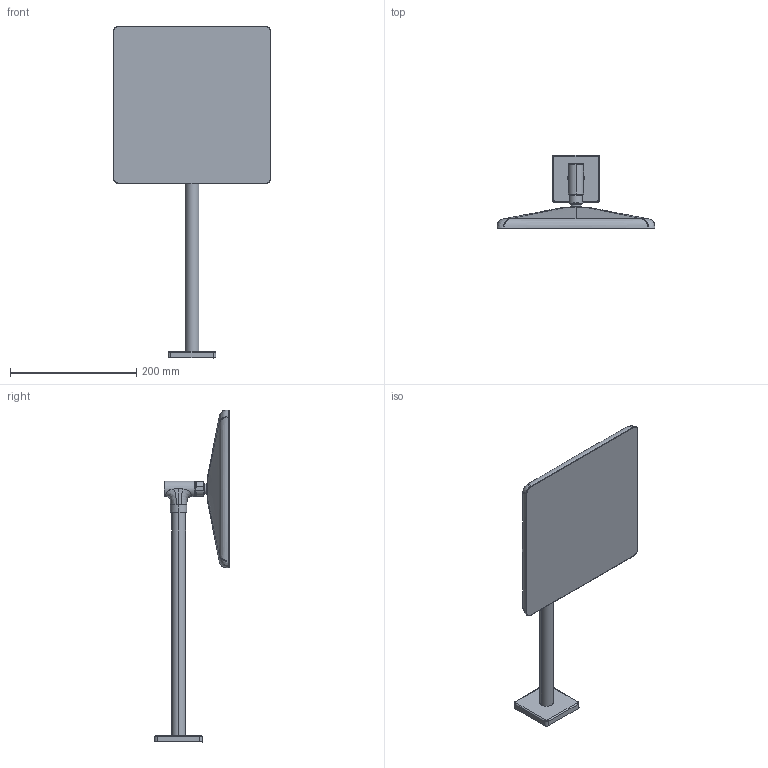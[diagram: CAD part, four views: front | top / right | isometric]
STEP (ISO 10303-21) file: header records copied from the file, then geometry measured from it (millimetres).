
FILE_DESCRIPTION (( 'STEP AP203' ), '1' );
FILE_NAME ('47260340(2024).STEP', '2024-01-12T08:03:15', ( '' ), ( '' ), 'SwSTEP 2.0', 'SolidWorks 2016', '' );
FILE_SCHEMA (( 'CONFIG_CONTROL_DESIGN' ));
Length unit declared in the file: millimetre
Products named in the file (1): 47260340(2024)
Bounding box: 249.86 x 117.43 x 525.43 mm (x, y, z)
Volume: 1557678.8 mm3; surface area: 180796.3 mm2
Topology: 1 solids, 1 shells, 126 faces, 313 edges, 196 vertices
Faces by surface type: bspline 83, cylinder 20, plane 15, torus 4, cone 4
Entity records: 12433 total; most frequent: CARTESIAN_POINT 9915, ORIENTED_EDGE 626, DIRECTION 347, EDGE_CURVE 313, VERTEX_POINT 196, AXIS2_PLACEMENT_3D 143, EDGE_LOOP 133, ADVANCED_FACE 126
